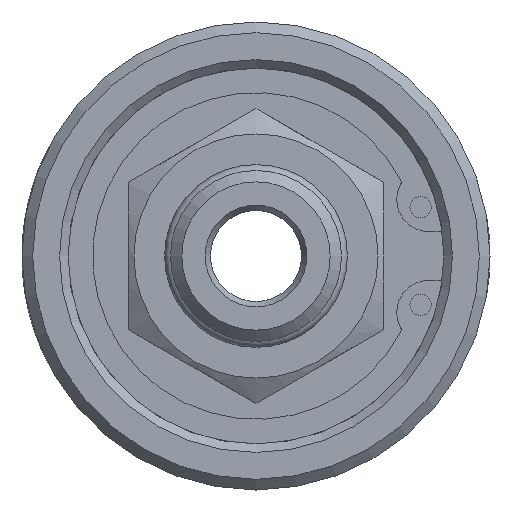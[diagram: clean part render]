
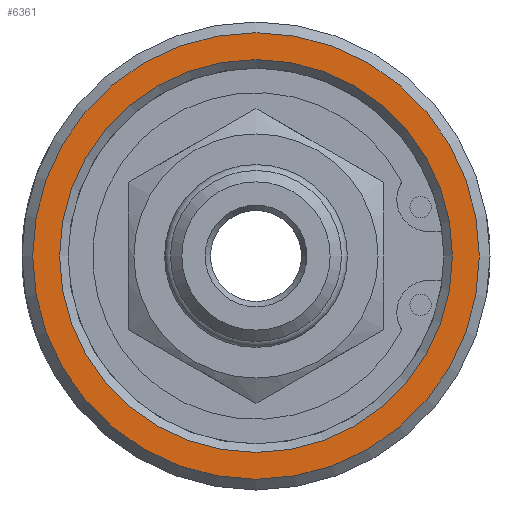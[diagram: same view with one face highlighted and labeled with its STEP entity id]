
A CAD part, left-side view. The second image highlights one B-rep face of the part: STEP entity #6361.
In plain terms, the highlighted planar face has unit normal (-1, 0, 0).
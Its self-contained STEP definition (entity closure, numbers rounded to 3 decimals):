
#601=FACE_BOUND('',#1957,.T.);
#1438=PLANE('',#6791);
#1580=FACE_OUTER_BOUND('',#1956,.T.);
#1956=EDGE_LOOP('',(#4346));
#1957=EDGE_LOOP('',(#4347));
#2388=CIRCLE('',#6785,18.34);
#2392=CIRCLE('',#6792,20.85);
#2652=VERTEX_POINT('',#8911);
#2656=VERTEX_POINT('',#8924);
#3327=EDGE_CURVE('',#2652,#2652,#2388,.T.);
#3332=EDGE_CURVE('',#2656,#2656,#2392,.T.);
#4346=ORIENTED_EDGE('',*,*,#3332,.F.);
#4347=ORIENTED_EDGE('',*,*,#3327,.F.);
#6361=ADVANCED_FACE('',(#1580,#601),#1438,.T.);
#6785=AXIS2_PLACEMENT_3D('',#8913,#7358,#7359);
#6791=AXIS2_PLACEMENT_3D('',#8923,#7371,#7372);
#6792=AXIS2_PLACEMENT_3D('',#8925,#7373,#7374);
#7358=DIRECTION('center_axis',(-1.,0.,0.));
#7359=DIRECTION('ref_axis',(0.,-1.,0.));
#7371=DIRECTION('center_axis',(-1.,0.,0.));
#7372=DIRECTION('ref_axis',(0.,0.,1.));
#7373=DIRECTION('center_axis',(1.,0.,0.));
#7374=DIRECTION('ref_axis',(0.,-1.,0.));
#8911=CARTESIAN_POINT('',(0.,18.34,0.));
#8913=CARTESIAN_POINT('Origin',(0.,0.,0.));
#8923=CARTESIAN_POINT('Origin',(0.,10.925,0.));
#8924=CARTESIAN_POINT('',(0.,20.85,0.));
#8925=CARTESIAN_POINT('Origin',(0.,0.,0.));
